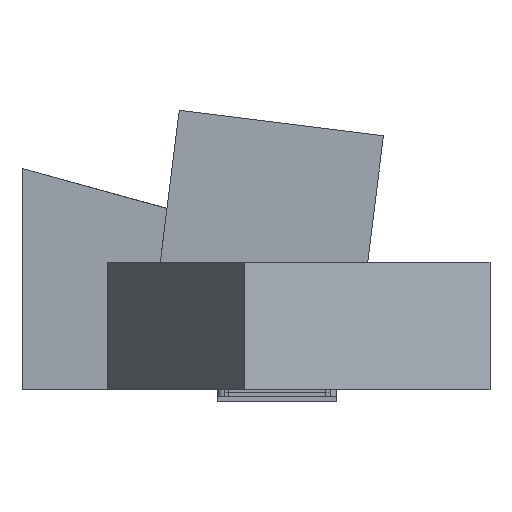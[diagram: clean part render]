
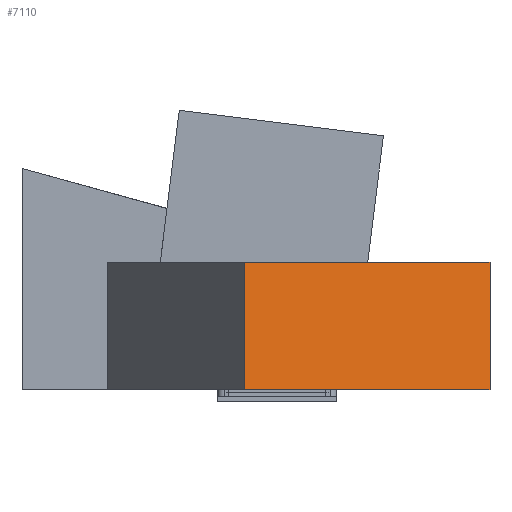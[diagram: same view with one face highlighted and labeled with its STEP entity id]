
A CAD part, left-side view. The second image highlights one B-rep face of the part: STEP entity #7110.
In plain terms, the highlighted planar face has unit normal (-0.866, -0.5, 0).
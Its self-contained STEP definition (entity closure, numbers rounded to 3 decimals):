
#714=FACE_OUTER_BOUND('',#1124,.T.);
#1124=EDGE_LOOP('',(#4686,#4687,#4688,#4689));
#1600=LINE('',#10106,#2266);
#1601=LINE('',#10109,#2267);
#1602=LINE('',#10111,#2268);
#1603=LINE('',#10112,#2269);
#2266=VECTOR('',#8218,10.);
#2267=VECTOR('',#8221,10.);
#2268=VECTOR('',#8222,10.);
#2269=VECTOR('',#8223,10.);
#2929=VERTEX_POINT('',#10098);
#2932=VERTEX_POINT('',#10104);
#2933=VERTEX_POINT('',#10108);
#2934=VERTEX_POINT('',#10110);
#3606=EDGE_CURVE('',#2929,#2932,#1600,.T.);
#3607=EDGE_CURVE('',#2929,#2933,#1601,.T.);
#3608=EDGE_CURVE('',#2934,#2932,#1602,.T.);
#3609=EDGE_CURVE('',#2933,#2934,#1603,.T.);
#4686=ORIENTED_EDGE('',*,*,#3607,.F.);
#4687=ORIENTED_EDGE('',*,*,#3606,.T.);
#4688=ORIENTED_EDGE('',*,*,#3608,.F.);
#4689=ORIENTED_EDGE('',*,*,#3609,.F.);
#6840=PLANE('',#7601);
#7110=ADVANCED_FACE('',(#714),#6840,.T.);
#7601=AXIS2_PLACEMENT_3D('',#10107,#8219,#8220);
#8218=DIRECTION('',(0.,0.,1.));
#8219=DIRECTION('center_axis',(-0.866,-0.5,0.));
#8220=DIRECTION('ref_axis',(0.5,-0.866,0.));
#8221=DIRECTION('',(-0.5,0.866,0.));
#8222=DIRECTION('',(0.5,-0.866,0.));
#8223=DIRECTION('',(0.,0.,1.));
#10098=CARTESIAN_POINT('',(-129.904,-75.,0.));
#10104=CARTESIAN_POINT('',(-129.904,-75.,75.));
#10106=CARTESIAN_POINT('',(-129.904,-75.,0.));
#10107=CARTESIAN_POINT('Origin',(-213.306,69.456,0.));
#10108=CARTESIAN_POINT('',(-213.306,69.456,0.));
#10109=CARTESIAN_POINT('',(-129.904,-75.,0.));
#10110=CARTESIAN_POINT('',(-213.306,69.456,75.));
#10111=CARTESIAN_POINT('',(-129.904,-75.,75.));
#10112=CARTESIAN_POINT('',(-213.306,69.456,0.));
